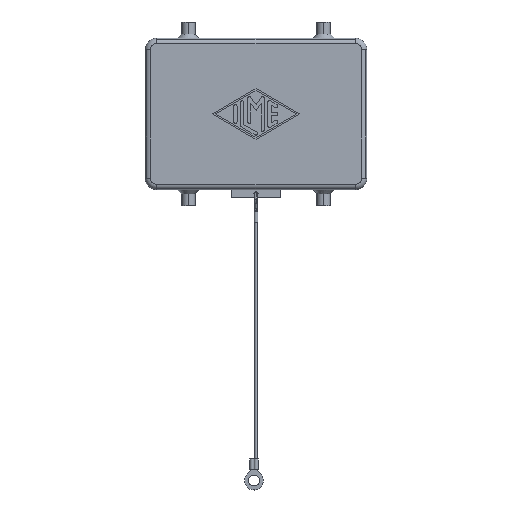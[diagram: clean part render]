
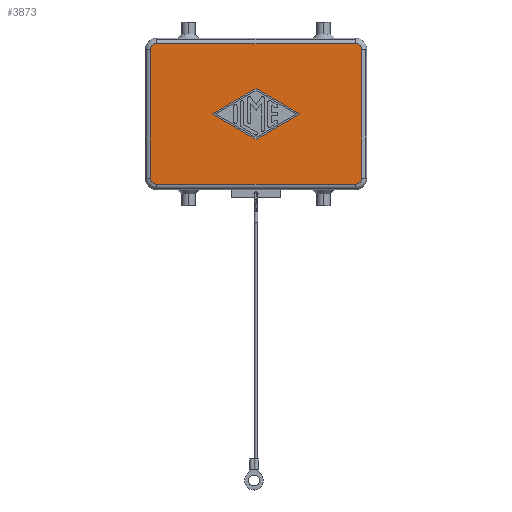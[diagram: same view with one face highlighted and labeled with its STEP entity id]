
A CAD part, top view. The second image highlights one B-rep face of the part: STEP entity #3873.
In plain terms, the highlighted planar face has unit normal (0, 0, 1).
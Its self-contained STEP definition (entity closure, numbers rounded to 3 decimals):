
#989=CARTESIAN_POINT('',(39.0,23.7,12.));
#990=VERTEX_POINT('',#989);
#998=CARTESIAN_POINT('',(39.0,-23.7,12.));
#999=VERTEX_POINT('',#998);
#1000=CARTESIAN_POINT('',(39.0,23.7,12.));
#1001=DIRECTION('',(0.0,-1.0,0.0));
#1002=VECTOR('',#1001,47.4);
#1003=LINE('',#1000,#1002);
#1004=EDGE_CURVE('',#990,#999,#1003,.T.);
#1073=CARTESIAN_POINT('',(36.7,-26.,12.));
#1074=VERTEX_POINT('',#1073);
#1082=CARTESIAN_POINT('',(-36.7,-26.,12.));
#1083=VERTEX_POINT('',#1082);
#1084=CARTESIAN_POINT('',(36.7,-26.,12.));
#1085=DIRECTION('',(-1.0,0.0,0.0));
#1086=VECTOR('',#1085,73.4);
#1087=LINE('',#1084,#1086);
#1088=EDGE_CURVE('',#1074,#1083,#1087,.T.);
#1157=CARTESIAN_POINT('',(-39.0,-23.7,12.));
#1158=VERTEX_POINT('',#1157);
#1166=CARTESIAN_POINT('',(-39.0,23.7,12.));
#1167=VERTEX_POINT('',#1166);
#1168=CARTESIAN_POINT('',(-39.0,-23.7,12.));
#1169=DIRECTION('',(0.0,1.0,0.0));
#1170=VECTOR('',#1169,47.4);
#1171=LINE('',#1168,#1170);
#1172=EDGE_CURVE('',#1158,#1167,#1171,.T.);
#1199=CARTESIAN_POINT('',(-36.7,26.,12.));
#1200=VERTEX_POINT('',#1199);
#1208=CARTESIAN_POINT('',(36.7,26.,12.));
#1209=VERTEX_POINT('',#1208);
#1210=CARTESIAN_POINT('',(-36.7,26.,12.));
#1211=DIRECTION('',(1.0,0.0,0.0));
#1212=VECTOR('',#1211,73.4);
#1213=LINE('',#1210,#1212);
#1214=EDGE_CURVE('',#1200,#1209,#1213,.T.);
#3063=CARTESIAN_POINT('',(-16.25,0.,12.));
#3064=VERTEX_POINT('',#3063);
#3071=CARTESIAN_POINT('',(0.,-9.375,12.));
#3072=VERTEX_POINT('',#3071);
#3073=CARTESIAN_POINT('',(0.,-9.375,12.));
#3074=DIRECTION('',(-0.866,0.5,0.0));
#3075=VECTOR('',#3074,18.76);
#3076=LINE('',#3073,#3075);
#3077=EDGE_CURVE('',#3072,#3064,#3076,.T.);
#3102=CARTESIAN_POINT('',(16.25,0.,12.));
#3103=VERTEX_POINT('',#3102);
#3104=CARTESIAN_POINT('',(16.25,0.,12.));
#3105=DIRECTION('',(-0.866,-0.5,0.0));
#3106=VECTOR('',#3105,18.76);
#3107=LINE('',#3104,#3106);
#3108=EDGE_CURVE('',#3103,#3072,#3107,.T.);
#3133=CARTESIAN_POINT('',(0.,9.375,12.));
#3134=VERTEX_POINT('',#3133);
#3135=CARTESIAN_POINT('',(0.,9.375,12.));
#3136=DIRECTION('',(0.866,-0.5,0.0));
#3137=VECTOR('',#3136,18.76);
#3138=LINE('',#3135,#3137);
#3139=EDGE_CURVE('',#3134,#3103,#3138,.T.);
#3162=CARTESIAN_POINT('',(-16.25,0.,12.));
#3163=DIRECTION('',(0.866,0.5,0.0));
#3164=VECTOR('',#3163,18.76);
#3165=LINE('',#3162,#3164);
#3166=EDGE_CURVE('',#3064,#3134,#3165,.T.);
#3828=CARTESIAN_POINT('',(0.0,0.0,12.));
#3829=DIRECTION('',(0.0,0.0,1.0));
#3830=DIRECTION('',(1.0,0.0,0.0));
#3831=AXIS2_PLACEMENT_3D('',#3828,#3829,#3830);
#3832=PLANE('',#3831);
#3833=CARTESIAN_POINT('',(-36.7,23.7,12.));
#3834=DIRECTION('',(0.0,0.0,-1.));
#3835=DIRECTION('',(-0.707,0.707,0.0));
#3836=AXIS2_PLACEMENT_3D('',#3833,#3834,#3835);
#3837=CIRCLE('',#3836,2.3);
#3838=EDGE_CURVE('',#1167,#1200,#3837,.T.);
#3839=ORIENTED_EDGE('',*,*,#3838,.F.);
#3840=ORIENTED_EDGE('',*,*,#1172,.F.);
#3841=CARTESIAN_POINT('',(-36.7,-23.7,12.));
#3842=DIRECTION('',(0.0,0.0,-1.0));
#3843=DIRECTION('',(-0.707,-0.707,0.0));
#3844=AXIS2_PLACEMENT_3D('',#3841,#3842,#3843);
#3845=CIRCLE('',#3844,2.3);
#3846=EDGE_CURVE('',#1083,#1158,#3845,.T.);
#3847=ORIENTED_EDGE('',*,*,#3846,.F.);
#3848=ORIENTED_EDGE('',*,*,#1088,.F.);
#3849=CARTESIAN_POINT('',(36.7,-23.7,12.));
#3850=DIRECTION('',(0.0,0.0,-1.));
#3851=DIRECTION('',(0.707,-0.707,0.0));
#3852=AXIS2_PLACEMENT_3D('',#3849,#3850,#3851);
#3853=CIRCLE('',#3852,2.3);
#3854=EDGE_CURVE('',#999,#1074,#3853,.T.);
#3855=ORIENTED_EDGE('',*,*,#3854,.F.);
#3856=ORIENTED_EDGE('',*,*,#1004,.F.);
#3857=CARTESIAN_POINT('',(36.7,23.7,12.));
#3858=DIRECTION('',(0.0,0.0,-1.0));
#3859=DIRECTION('',(0.707,0.707,0.0));
#3860=AXIS2_PLACEMENT_3D('',#3857,#3858,#3859);
#3861=CIRCLE('',#3860,2.3);
#3862=EDGE_CURVE('',#1209,#990,#3861,.T.);
#3863=ORIENTED_EDGE('',*,*,#3862,.F.);
#3864=ORIENTED_EDGE('',*,*,#1214,.F.);
#3865=EDGE_LOOP('',(#3839,#3840,#3847,#3848,#3855,#3856,#3863,#3864));
#3866=FACE_OUTER_BOUND('',#3865,.T.);
#3867=ORIENTED_EDGE('',*,*,#3077,.T.);
#3868=ORIENTED_EDGE('',*,*,#3166,.T.);
#3869=ORIENTED_EDGE('',*,*,#3139,.T.);
#3870=ORIENTED_EDGE('',*,*,#3108,.T.);
#3871=EDGE_LOOP('',(#3867,#3868,#3869,#3870));
#3872=FACE_BOUND('',#3871,.T.);
#3873=ADVANCED_FACE('',(#3866,#3872),#3832,.T.);
